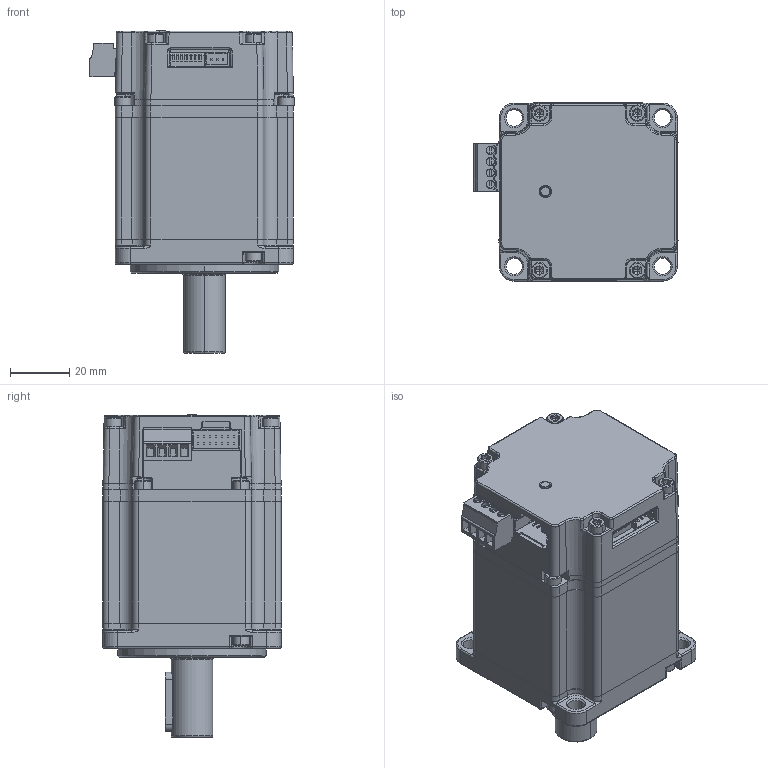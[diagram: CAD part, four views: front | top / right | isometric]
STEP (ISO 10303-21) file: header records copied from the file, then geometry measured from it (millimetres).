
FILE_DESCRIPTION((''),'2;1');
FILE_NAME('IDV200_ASM','2025-08-16T09:57:56',('ruiwe'),(''),'CREO PARAMETRIC BY PTC INC, 2021063','CREO PARAMETRIC BY PTC INC, 2021063','');
FILE_SCHEMA(('CONFIG_CONTROL_DESIGN','SHAPE_APPEARANCE_LAYERS_GROUPS'));
Products named in the file (20): S60-200-IDV_100_1; 60SF200-K1445-012_1_1; 5X20_100_1; S60DG-A-002_1_4; S60DG-B-004_1_1; RT-DZ-IDV_1; RT-GZ-IDV_1; IDV00_3; IDV200_1_2_ASM_3_ASM; ISHCS0403; _IDV000; ISHCS0408; _8MM000; 130001; IDV200-IO00; GSP002RC-3_81-04P-IDV200; IDV200-48500; IDV200-0001; RT-IDV-GSP002-3_81-04P; IDV200_ASM
Assembly tree (29 placements, depth 3):
  IDV200_ASM
    IDV200_1_2_ASM_3_ASM
      S60-200-IDV_100_1
      60SF200-K1445-012_1_1
      5X20_100_1
      S60DG-A-002_1_4
      S60DG-B-004_1_1
      RT-DZ-IDV_1
      RT-GZ-IDV_1
      IDV00_3
    ISHCS0403  x8
    _IDV000
    ISHCS0408  x4
    _8MM000
    130001
    IDV200-IO00
    GSP002RC-3_81-04P-IDV200
    IDV200-48500
    IDV200-0001
    RT-IDV-GSP002-3_81-04P
Bounding box: 68.74 x 60 x 108.75 mm (x, y, z)
Volume: 106876.6 mm3; surface area: 89705.1 mm2
Topology: 28 solids, 28 shells, 2695 faces, 6630 edges, 4063 vertices
Faces by surface type: plane 1205, cylinder 831, cone 277, bspline 203, torus 110, sphere 64, extrusion 5
Entity records: 86183 total; most frequent: CARTESIAN_POINT 20657, ORIENTED_EDGE 11268, DIRECTION 10959, EDGE_CURVE 5634, AXIS2_PLACEMENT_3D 3795, VERTEX_POINT 3541, VECTOR 3369, LINE 3364
